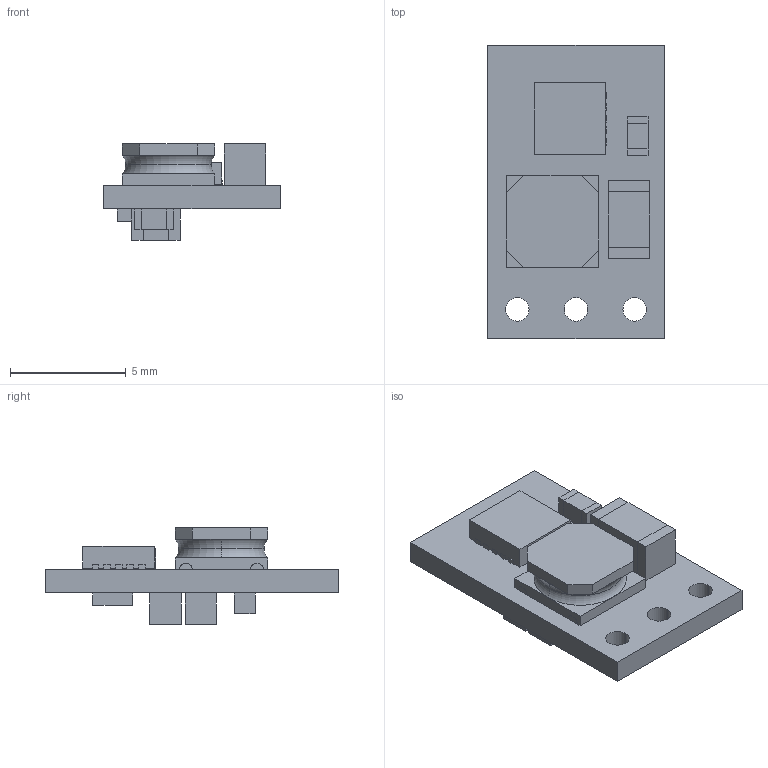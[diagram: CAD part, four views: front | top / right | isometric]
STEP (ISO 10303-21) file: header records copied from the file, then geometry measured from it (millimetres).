
FILE_DESCRIPTION (( 'STEP AP214' ), '1' );
FILE_NAME ('reg33a-for-step.step', '2024-10-11T00:52:50', ( '' ), ( '' ), 'SwSTEP 2.0', 'SolidWorks 2023', '' );
FILE_SCHEMA (( 'AUTOMOTIVE_DESIGN' ));
Length unit declared in the file: millimetre
Products named in the file (1): reg33a-for-step
Bounding box: 7.62 x 12.7 x 4.17 mm (x, y, z)
Volume: 152.1 mm3; surface area: 340 mm2
Topology: 1 solids, 1 shells, 628 faces, 1719 edges, 1132 vertices
Faces by surface type: plane 396, bspline 204, cylinder 24, torus 4
Entity records: 34058 total; most frequent: CARTESIAN_POINT 12574, ORIENTED_EDGE 3438, DIRECTION 2193, EDGE_CURVE 1719, VECTOR 1219, LINE 1219, VERTEX_POINT 1132, EDGE_LOOP 693
